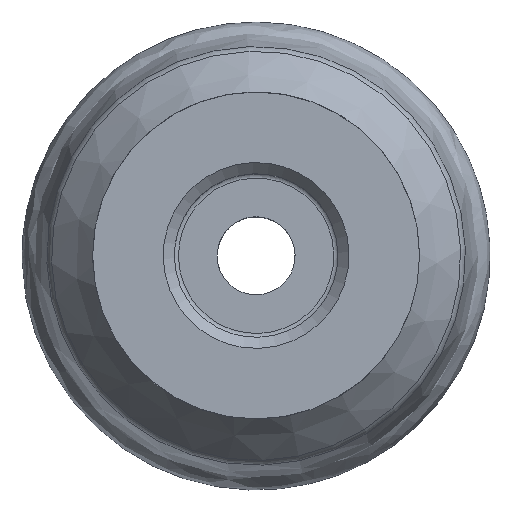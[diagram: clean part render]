
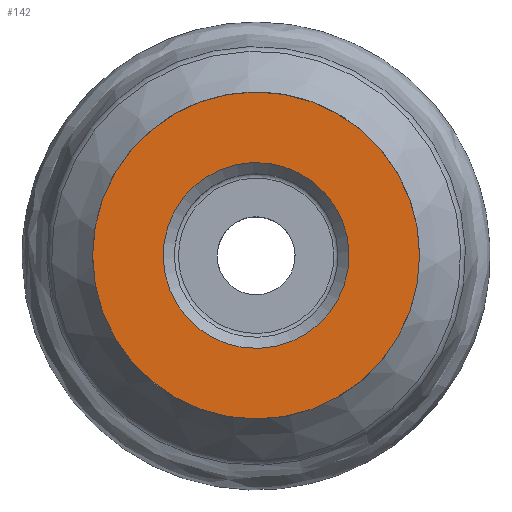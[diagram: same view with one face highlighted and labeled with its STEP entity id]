
A CAD part, top view. The second image highlights one B-rep face of the part: STEP entity #142.
In plain terms, the highlighted planar face has unit normal (0, 0, 1).
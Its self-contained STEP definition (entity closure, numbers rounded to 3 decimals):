
#105=PLANE('',#525);
#142=ADVANCED_FACE('',(#193,#194),#105,.T.);
#193=FACE_BOUND('',#240,.T.);
#194=FACE_BOUND('',#241,.T.);
#240=EDGE_LOOP('',(#286));
#241=EDGE_LOOP('',(#287));
#286=ORIENTED_EDGE('',*,*,#322,.F.);
#287=ORIENTED_EDGE('',*,*,#328,.F.);
#298=VERTEX_POINT('',#704);
#304=VERTEX_POINT('',#722);
#322=EDGE_CURVE('',#298,#298,#345,.T.);
#328=EDGE_CURVE('',#304,#304,#351,.T.);
#345=CIRCLE('',#499,22.);
#351=CIRCLE('',#511,12.505);
#499=AXIS2_PLACEMENT_3D('',#703,#589,#590);
#511=AXIS2_PLACEMENT_3D('',#721,#613,#614);
#525=AXIS2_PLACEMENT_3D('',#742,#641,#642);
#589=DIRECTION('',(0.,0.,-1.));
#590=DIRECTION('',(1.,0.,0.));
#613=DIRECTION('',(0.,0.,1.));
#614=DIRECTION('',(-0.208,0.978,0.));
#641=DIRECTION('',(0.,0.,1.));
#642=DIRECTION('',(-0.208,0.978,0.));
#703=CARTESIAN_POINT('',(0.,0.,0.));
#704=CARTESIAN_POINT('',(22.,0.,0.));
#721=CARTESIAN_POINT('',(0.,0.,0.));
#722=CARTESIAN_POINT('',(-2.6,12.232,0.));
#742=CARTESIAN_POINT('',(-22.,0.,0.));
